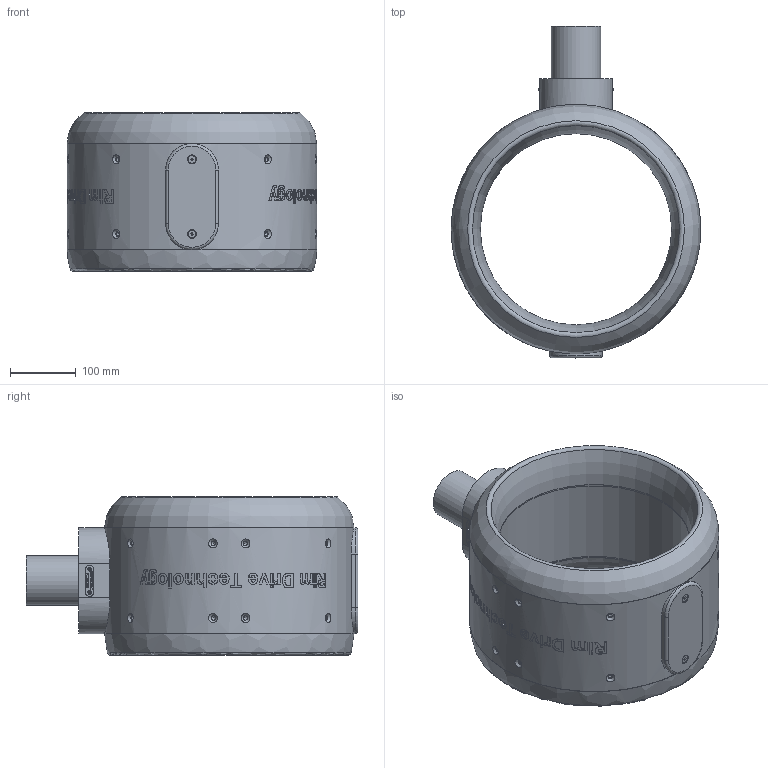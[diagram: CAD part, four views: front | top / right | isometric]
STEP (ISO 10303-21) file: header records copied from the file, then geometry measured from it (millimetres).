
FILE_DESCRIPTION (( 'STEP AP214' ), '1' );
FILE_NAME ('P-290-030-rev-B.STEP', '2026-04-07T15:03:08', ( '' ), ( '' ), 'SwSTEP 2.0', 'SolidWorks 2024', '' );
FILE_SCHEMA (( 'AUTOMOTIVE_DESIGN' ));
Length unit declared in the file: millimetre
Products named in the file (1): P-290-030-rev-B
Bounding box: 378 x 503 x 240.22 mm (x, y, z)
Volume: 10974258.7 mm3; surface area: 591196.4 mm2
Topology: 1 solids, 11 shells, 1163 faces, 3020 edges, 1998 vertices
Faces by surface type: bspline 555, plane 430, cylinder 108, cone 46, torus 20, sphere 4
Full cylindrical faces by diameter (mm): 3.5 x4, 5.7 x4, 6 x2, 6.6 x18, 10.2 x6, 11.57 x2, 75 x1, 290 x1
Entity records: 115810 total; most frequent: CARTESIAN_POINT 87774, ORIENTED_EDGE 5722, EDGE_CURVE 2861, DIRECTION 2352, VERTEX_POINT 1937, B_SPLINE_CURVE_WITH_KNOTS 1894, EDGE_LOOP 1394, FACE_OUTER_BOUND 1223
